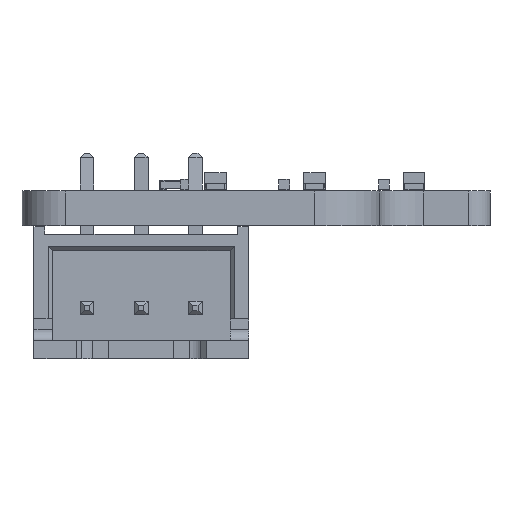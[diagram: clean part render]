
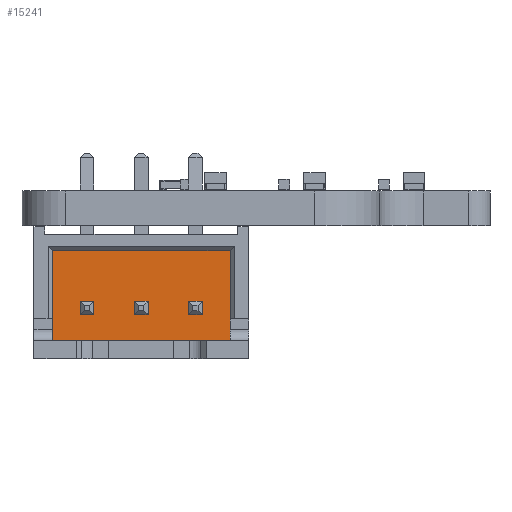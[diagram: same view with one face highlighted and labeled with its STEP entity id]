
A CAD part, left-side view. The second image highlights one B-rep face of the part: STEP entity #15241.
In plain terms, the highlighted face is planar.
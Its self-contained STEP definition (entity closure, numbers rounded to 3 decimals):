
#14475 = VERTEX_POINT('',#14476);
#14476 = CARTESIAN_POINT('',(-1.6,-2.45,5.25));
#14482 = EDGE_CURVE('',#14483,#14475,#14485,.T.);
#14483 = VERTEX_POINT('',#14484);
#14484 = CARTESIAN_POINT('',(6.6,-2.45,5.25));
#14485 = LINE('',#14486,#14487);
#14486 = CARTESIAN_POINT('',(6.6,-2.45,5.25));
#14487 = VECTOR('',#14488,1.);
#14488 = DIRECTION('',(-1.,0.,0.));
#15178 = EDGE_CURVE('',#14475,#15179,#15181,.T.);
#15179 = VERTEX_POINT('',#15180);
#15180 = CARTESIAN_POINT('',(-1.6,-2.45,1.1));
#15181 = LINE('',#15182,#15183);
#15182 = CARTESIAN_POINT('',(-1.6,-2.45,5.25));
#15183 = VECTOR('',#15184,1.);
#15184 = DIRECTION('',(0.,0.,-1.));
#15204 = VERTEX_POINT('',#15205);
#15205 = CARTESIAN_POINT('',(6.6,-2.45,1.1));
#15211 = EDGE_CURVE('',#15204,#14483,#15212,.T.);
#15212 = LINE('',#15213,#15214);
#15213 = CARTESIAN_POINT('',(6.6,-2.45,1.1));
#15214 = VECTOR('',#15215,1.);
#15215 = DIRECTION('',(0.,0.,1.));
#15229 = EDGE_CURVE('',#15179,#15204,#15230,.T.);
#15230 = LINE('',#15231,#15232);
#15231 = CARTESIAN_POINT('',(-1.6,-2.45,1.1));
#15232 = VECTOR('',#15233,1.);
#15233 = DIRECTION('',(1.,0.,0.));
#15241 = ADVANCED_FACE('',(#15242,#15248,#15282,#15316),#15350,.T.);
#15242 = FACE_BOUND('',#15243,.T.);
#15243 = EDGE_LOOP('',(#15244,#15245,#15246,#15247));
#15244 = ORIENTED_EDGE('',*,*,#14482,.T.);
#15245 = ORIENTED_EDGE('',*,*,#15178,.T.);
#15246 = ORIENTED_EDGE('',*,*,#15229,.T.);
#15247 = ORIENTED_EDGE('',*,*,#15211,.T.);
#15248 = FACE_BOUND('',#15249,.T.);
#15249 = EDGE_LOOP('',(#15250,#15260,#15268,#15276));
#15250 = ORIENTED_EDGE('',*,*,#15251,.F.);
#15251 = EDGE_CURVE('',#15252,#15254,#15256,.T.);
#15252 = VERTEX_POINT('',#15253);
#15253 = CARTESIAN_POINT('',(2.18,-2.45,4.07));
#15254 = VERTEX_POINT('',#15255);
#15255 = CARTESIAN_POINT('',(2.18,-2.45,3.43));
#15256 = LINE('',#15257,#15258);
#15257 = CARTESIAN_POINT('',(2.18,-2.45,2.532));
#15258 = VECTOR('',#15259,1.);
#15259 = DIRECTION('',(0.,0.,-1.));
#15260 = ORIENTED_EDGE('',*,*,#15261,.T.);
#15261 = EDGE_CURVE('',#15252,#15262,#15264,.T.);
#15262 = VERTEX_POINT('',#15263);
#15263 = CARTESIAN_POINT('',(2.82,-2.45,4.07));
#15264 = LINE('',#15265,#15266);
#15265 = CARTESIAN_POINT('',(2.66,-2.45,4.07));
#15266 = VECTOR('',#15267,1.);
#15267 = DIRECTION('',(1.,0.,0.));
#15268 = ORIENTED_EDGE('',*,*,#15269,.T.);
#15269 = EDGE_CURVE('',#15262,#15270,#15272,.T.);
#15270 = VERTEX_POINT('',#15271);
#15271 = CARTESIAN_POINT('',(2.82,-2.45,3.43));
#15272 = LINE('',#15273,#15274);
#15273 = CARTESIAN_POINT('',(2.82,-2.45,2.532));
#15274 = VECTOR('',#15275,1.);
#15275 = DIRECTION('',(0.,0.,-1.));
#15276 = ORIENTED_EDGE('',*,*,#15277,.T.);
#15277 = EDGE_CURVE('',#15270,#15254,#15278,.T.);
#15278 = LINE('',#15279,#15280);
#15279 = CARTESIAN_POINT('',(2.66,-2.45,3.43));
#15280 = VECTOR('',#15281,1.);
#15281 = DIRECTION('',(-1.,0.,0.));
#15282 = FACE_BOUND('',#15283,.T.);
#15283 = EDGE_LOOP('',(#15284,#15294,#15302,#15310));
#15284 = ORIENTED_EDGE('',*,*,#15285,.T.);
#15285 = EDGE_CURVE('',#15286,#15288,#15290,.T.);
#15286 = VERTEX_POINT('',#15287);
#15287 = CARTESIAN_POINT('',(-0.32,-2.45,4.07));
#15288 = VERTEX_POINT('',#15289);
#15289 = CARTESIAN_POINT('',(0.32,-2.45,4.07));
#15290 = LINE('',#15291,#15292);
#15291 = CARTESIAN_POINT('',(1.41,-2.45,4.07));
#15292 = VECTOR('',#15293,1.);
#15293 = DIRECTION('',(1.,0.,0.));
#15294 = ORIENTED_EDGE('',*,*,#15295,.T.);
#15295 = EDGE_CURVE('',#15288,#15296,#15298,.T.);
#15296 = VERTEX_POINT('',#15297);
#15297 = CARTESIAN_POINT('',(0.32,-2.45,3.43));
#15298 = LINE('',#15299,#15300);
#15299 = CARTESIAN_POINT('',(0.32,-2.45,2.522));
#15300 = VECTOR('',#15301,1.);
#15301 = DIRECTION('',(0.,0.,-1.));
#15302 = ORIENTED_EDGE('',*,*,#15303,.T.);
#15303 = EDGE_CURVE('',#15296,#15304,#15306,.T.);
#15304 = VERTEX_POINT('',#15305);
#15305 = CARTESIAN_POINT('',(-0.32,-2.45,3.43));
#15306 = LINE('',#15307,#15308);
#15307 = CARTESIAN_POINT('',(1.41,-2.45,3.43));
#15308 = VECTOR('',#15309,1.);
#15309 = DIRECTION('',(-1.,0.,0.));
#15310 = ORIENTED_EDGE('',*,*,#15311,.F.);
#15311 = EDGE_CURVE('',#15286,#15304,#15312,.T.);
#15312 = LINE('',#15313,#15314);
#15313 = CARTESIAN_POINT('',(-0.32,-2.45,2.522));
#15314 = VECTOR('',#15315,1.);
#15315 = DIRECTION('',(0.,0.,-1.));
#15316 = FACE_BOUND('',#15317,.T.);
#15317 = EDGE_LOOP('',(#15318,#15328,#15336,#15344));
#15318 = ORIENTED_EDGE('',*,*,#15319,.T.);
#15319 = EDGE_CURVE('',#15320,#15322,#15324,.T.);
#15320 = VERTEX_POINT('',#15321);
#15321 = CARTESIAN_POINT('',(4.68,-2.45,4.07));
#15322 = VERTEX_POINT('',#15323);
#15323 = CARTESIAN_POINT('',(5.32,-2.45,4.07));
#15324 = LINE('',#15325,#15326);
#15325 = CARTESIAN_POINT('',(3.91,-2.45,4.07));
#15326 = VECTOR('',#15327,1.);
#15327 = DIRECTION('',(1.,0.,0.));
#15328 = ORIENTED_EDGE('',*,*,#15329,.T.);
#15329 = EDGE_CURVE('',#15322,#15330,#15332,.T.);
#15330 = VERTEX_POINT('',#15331);
#15331 = CARTESIAN_POINT('',(5.32,-2.45,3.43));
#15332 = LINE('',#15333,#15334);
#15333 = CARTESIAN_POINT('',(5.32,-2.45,2.522));
#15334 = VECTOR('',#15335,1.);
#15335 = DIRECTION('',(0.,0.,-1.));
#15336 = ORIENTED_EDGE('',*,*,#15337,.T.);
#15337 = EDGE_CURVE('',#15330,#15338,#15340,.T.);
#15338 = VERTEX_POINT('',#15339);
#15339 = CARTESIAN_POINT('',(4.68,-2.45,3.43));
#15340 = LINE('',#15341,#15342);
#15341 = CARTESIAN_POINT('',(3.91,-2.45,3.43));
#15342 = VECTOR('',#15343,1.);
#15343 = DIRECTION('',(-1.,0.,0.));
#15344 = ORIENTED_EDGE('',*,*,#15345,.F.);
#15345 = EDGE_CURVE('',#15320,#15338,#15346,.T.);
#15346 = LINE('',#15347,#15348);
#15347 = CARTESIAN_POINT('',(4.68,-2.45,2.522));
#15348 = VECTOR('',#15349,1.);
#15349 = DIRECTION('',(0.,0.,-1.));
#15350 = PLANE('',#15351);
#15351 = AXIS2_PLACEMENT_3D('',#15352,#15353,#15354);
#15352 = CARTESIAN_POINT('',(2.5,-2.45,3.175));
#15353 = DIRECTION('',(0.,-1.,0.));
#15354 = DIRECTION('',(-1.,0.,0.));
